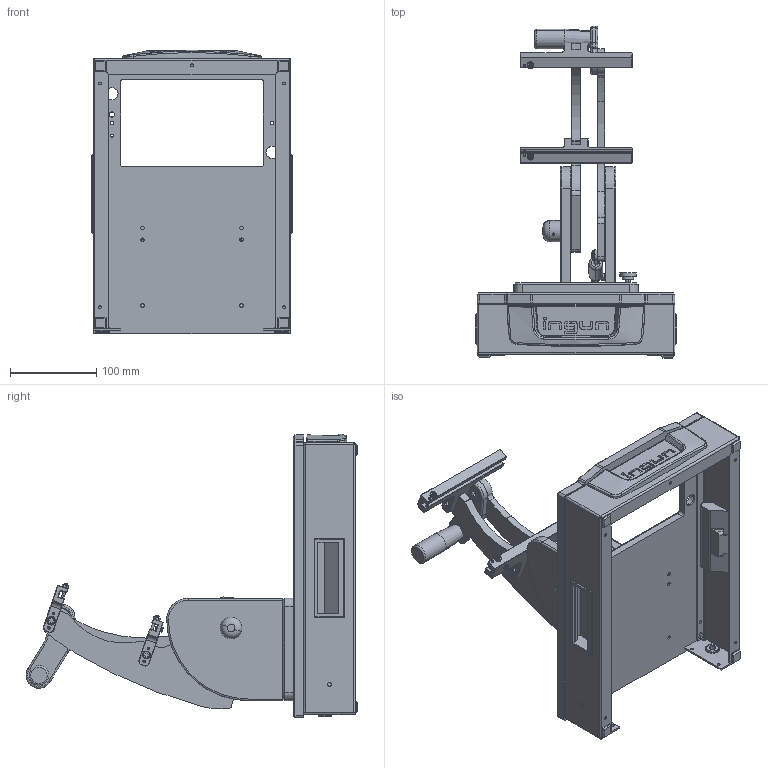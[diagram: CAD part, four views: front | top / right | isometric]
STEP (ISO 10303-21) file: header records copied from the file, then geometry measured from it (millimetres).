
FILE_DESCRIPTION (( 'STEP AP214' ), '1' );
FILE_NAME ('INGUN_45650_open.STEP', '2022-02-24T14:22:18', ( '' ), ( '' ), 'SwSTEP 2.0', 'SolidWorks 2018', '' );
FILE_SCHEMA (( 'AUTOMOTIVE_DESIGN' ));
Length unit declared in the file: millimetre
Products named in the file (47): 2719~0; DIN6325~n_03,0m6x016; 32171~0_S; 48565~1_S; 41854~0_S; 46227~0; 57801~2_S; 52472~0_KUNDE<S>; 17281~0_S; 49317~0; K_36518~0; INGUN_45650_open; DIN125~n_06,4 M06,0 Fase; 41859~4_KUNDE<S>; 50859~0_S; 2351~0; DIN934~n_M04,0; 52469~0_KUNDE<S>; 1720~0; DIN6325~n_04,0m6x016; 45632~5; DIN934~n_M08,0x1,00; 45668~2_KUNDE offen<S>; 41848~0_S; 41853~0; DIN6325~n_03,0m6x026; DIN912~n_M04,0x016; 40769~0; DIN912~n_M05,0x020; 23469~0; 41858~0_S; DIN912~n_M05,0x016; 4824~0; DIN_6799_-_A2~n_d 5; 9442~0; 45633~3_S; DIN912~n_M06,0x016; 52471~0_KUNDE<S>; 41569~2; DIN6325~n_04,0m6x014 ...
Assembly tree (76 placements, depth 5):
  INGUN_45650_open
    45633~3_S
      46198~5_S
      32171~0_S
      9442~0  x2
      50859~0_S  x2
      2719~0  x4
    45668~2_KUNDE offen<S>
      41570~11_KUNDE offen<S>
        41569~2
        52472~0_KUNDE<S>
        52471~0_KUNDE<S>
        41859~4_KUNDE<S>
        52469~0_KUNDE<S>
        41855~1_S
        41858~0_S
        2351~0
        41848~0_S
        41853~0
        4824~0
        48565~1_S
        57801~2_S
        49317~0
        1720~0
        51861~0_<Standard>
          K_36517~0_Standard ohne Dyn Punkt<Standard>
          K_36518~0
        42065~0
        DIN913~n_M03,0x05
        DIN912~n_M06,0x016
        DIN912~n_M05,0x016  x8
        DIN912~n_M05,0x020
        40769~0
        DIN6325~n_04,0m6x016  x3
        DIN6325~n_04,0m6x014  x3
        DIN6325~n_03,0m6x016
        DIN6325~n_03,0m6x026  x2
        23469~0
        DIN934~n_M08,0x1,00
        DIN934~n_M04,0
        DIN125~n_06,4 M06,0 Fase  x2
        DIN_6799_-_A2~n_d 5
        46227~0
        17281~0_S  x2
      41854~0_S
      DIN912~n_M05,0x020
      DIN6325~n_03,0m6x026  x2
      DIN6325~n_03,0m6x016
      DIN934~n_M04,0
      42065~0
    45632~5
    DIN912~n_M04,0x016  x4
    DIN6325~n_04,0m6x016  x2
Bounding box: 234 x 385.64 x 329.82 mm (x, y, z)
Volume: 1772625.1 mm3; surface area: 579362.7 mm2
Topology: 76 solids, 76 shells, 2091 faces, 5074 edges, 3226 vertices
Faces by surface type: plane 916, cylinder 739, cone 232, bspline 95, sphere 62, torus 47
Entity records: 56170 total; most frequent: CARTESIAN_POINT 15744, DIRECTION 8006, ORIENTED_EDGE 7674, EDGE_CURVE 3837, AXIS2_PLACEMENT_3D 2978, VERTEX_POINT 2432, VECTOR 2050, LINE 2050
